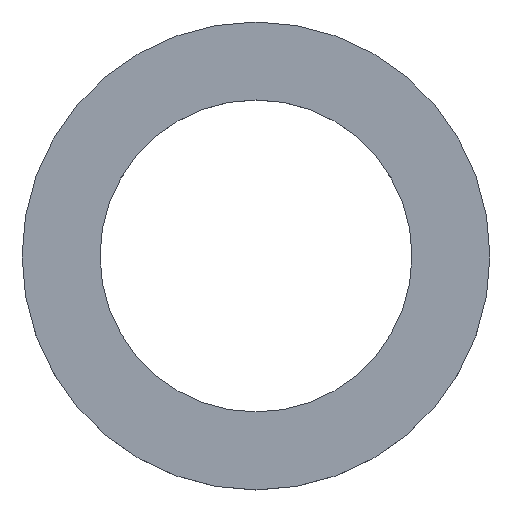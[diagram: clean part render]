
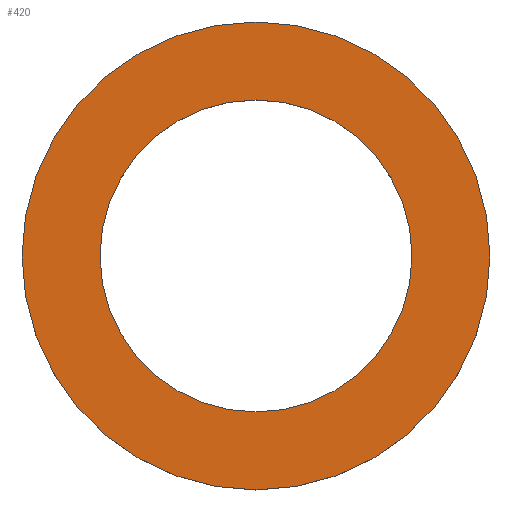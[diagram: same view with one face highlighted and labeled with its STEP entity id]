
A CAD part, top view. The second image highlights one B-rep face of the part: STEP entity #420.
In plain terms, the highlighted free-form (B-spline) face has degree [1, 1] with [2, 2] control points.
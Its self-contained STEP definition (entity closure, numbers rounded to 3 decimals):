
#249=CARTESIAN_POINT('',(0.,0.,1.35));
#250=DIRECTION('',(0.,0.,-1.));
#251=DIRECTION('',(1.,0.,0.));
#252=AXIS2_PLACEMENT_3D('',#249,#250,#251);
#257=CARTESIAN_POINT('',(0.,0.,1.35));
#258=DIRECTION('',(0.,0.,-1.));
#259=DIRECTION('',(-1.,0.,0.));
#260=AXIS2_PLACEMENT_3D('',#257,#258,#259);
#265=CARTESIAN_POINT('',(0.,0.,1.35));
#266=DIRECTION('',(0.,0.,1.));
#267=DIRECTION('',(1.,0.,0.));
#268=AXIS2_PLACEMENT_3D('',#265,#266,#267);
#273=CARTESIAN_POINT('',(0.,0.,1.35));
#274=DIRECTION('',(0.,0.,1.));
#275=DIRECTION('',(-1.,0.,0.));
#276=AXIS2_PLACEMENT_3D('',#273,#274,#275);
#303=CARTESIAN_POINT('',(6.,0.,1.35));
#304=CARTESIAN_POINT('',(-6.,0.,1.35));
#305=VERTEX_POINT('',#303);
#306=VERTEX_POINT('',#304);
#307=CARTESIAN_POINT('',(9.,0.,1.35));
#308=CARTESIAN_POINT('',(-9.,0.,1.35));
#309=VERTEX_POINT('',#307);
#310=VERTEX_POINT('',#308);
#405=CARTESIAN_POINT('',(-9.36,-9.387,1.35));
#406=CARTESIAN_POINT('',(-9.36,9.387,1.35));
#407=CARTESIAN_POINT('',(9.36,-9.387,1.35));
#408=CARTESIAN_POINT('',(9.36,9.387,1.35));
#409=B_SPLINE_SURFACE_WITH_KNOTS('',1,1,((#405,#406),(#407,#408)),.UNSPECIFIED.,
.F.,.F.,.F.,(2,2),(2,2),(-9.36,9.36),(-9.387,9.387),
.UNSPECIFIED.);
#411=ORIENTED_EDGE('',*,*,#410,.F.);
#413=ORIENTED_EDGE('',*,*,#412,.F.);
#414=EDGE_LOOP('',(#411,#413));
#415=FACE_OUTER_BOUND('',#414,.F.);
#416=ORIENTED_EDGE('',*,*,#361,.F.);
#417=ORIENTED_EDGE('',*,*,#399,.F.);
#418=EDGE_LOOP('',(#416,#417));
#419=FACE_BOUND('',#418,.F.);
#420=ADVANCED_FACE('',(#415,#419),#409,.T.);
#253=CIRCLE('',#252,6.);
#261=CIRCLE('',#260,6.);
#269=CIRCLE('',#268,9.);
#277=CIRCLE('',#276,9.);
#361=EDGE_CURVE('',#305,#306,#253,.T.);
#399=EDGE_CURVE('',#306,#305,#261,.T.);
#410=EDGE_CURVE('',#309,#310,#269,.T.);
#412=EDGE_CURVE('',#310,#309,#277,.T.);
